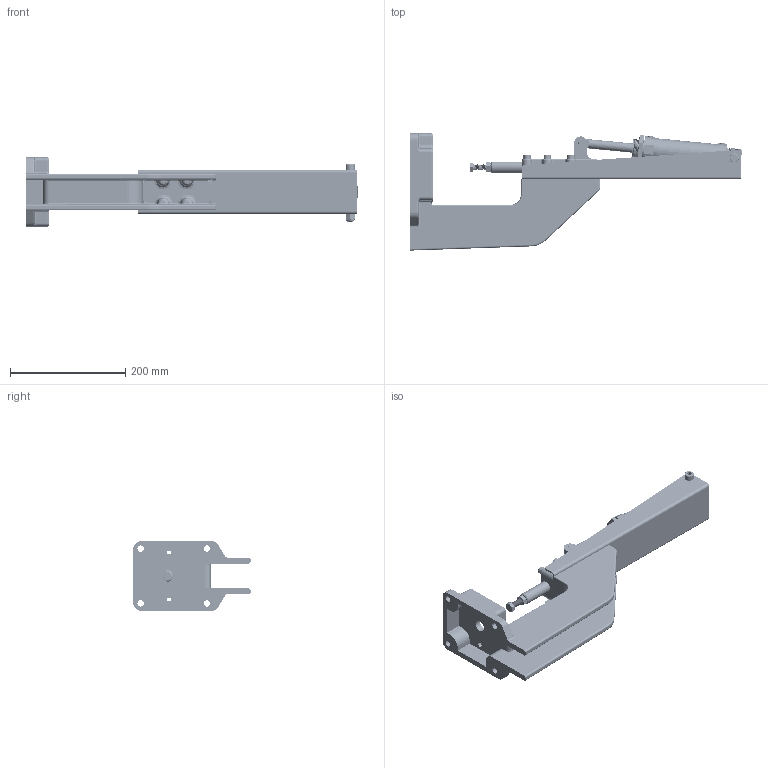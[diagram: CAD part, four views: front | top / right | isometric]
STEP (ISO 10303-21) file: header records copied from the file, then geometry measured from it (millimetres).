
FILE_DESCRIPTION (( 'STEP AP203' ), '1' );
FILE_NAME ('CH-31200PR-A.STEP', '2020-09-18T01:48:59', ( 'User' ), ( 'china' ), 'SwSTEP 2.0', 'SolidWorks 2018', '' );
FILE_SCHEMA (( 'CONFIG_CONTROL_DESIGN' ));
Length unit declared in the file: millimetre
Products named in the file (49): M10; CH-31200-02; CH-31200PR-01; CH-31200HL-A-05; CH-31200-06; CH-31200-03; M8X45; M10X90; 錨璃4; M10X75; CH-31200HL-04; CH-31200HL-A-02; CH-31200HL-A-03; CH-31200PR-A; CH-31200-04; CH-31200HL-A-04; CH-31200HL-A-01; M33; M10 Lock Nut; CH-31200-05
Assembly tree (33 placements, depth 2):
  M10
  CH-31200-06
  M8X45
  CH-31200HL-04
  M8X45
Bounding box: 575.38 x 203.15 x 120 mm (x, y, z)
Volume: 1584102.7 mm3; surface area: 461619 mm2
Topology: 28 solids, 28 shells, 3018 faces, 8407 edges, 5454 vertices
Faces by surface type: cylinder 1493, plane 872, bspline 360, cone 212, torus 81
Entity records: 141834 total; most frequent: CARTESIAN_POINT 86839, ORIENTED_EDGE 12202, DIRECTION 8673, EDGE_CURVE 6101, VERTEX_POINT 3960, AXIS2_PLACEMENT_3D 3129, VECTOR 2415, LINE 2415
